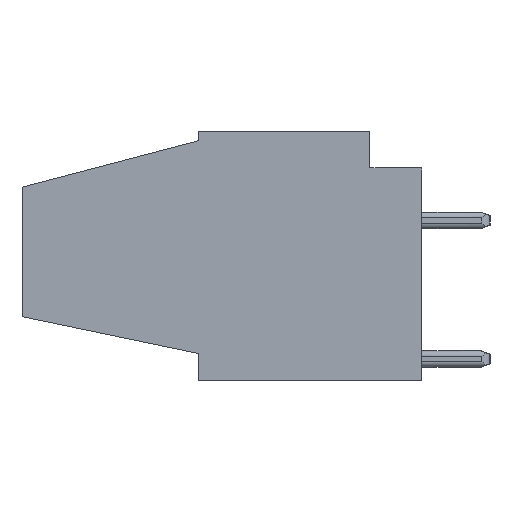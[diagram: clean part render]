
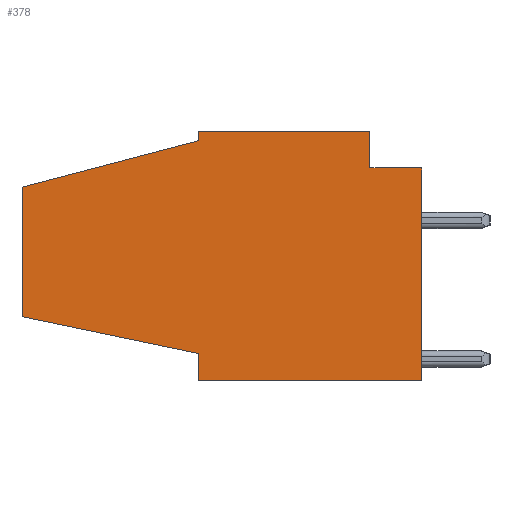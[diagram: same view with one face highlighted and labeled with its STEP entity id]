
A CAD part, left-side view. The second image highlights one B-rep face of the part: STEP entity #378.
In plain terms, the highlighted planar face has unit normal (-1, 0, 0).
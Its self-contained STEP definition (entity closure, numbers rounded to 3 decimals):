
#378 = ADVANCED_FACE( '', ( #906 ), #907, .F. );
#906 = FACE_OUTER_BOUND( '', #1620, .T. );
#907 = PLANE( '', #1621 );
#1620 = EDGE_LOOP( '', ( #2374, #2375, #2376, #2377, #2378, #2379, #2380, #2381, #2382, #2383 ) );
#1621 = AXIS2_PLACEMENT_3D( '', #2384, #2385, #2386 );
#2374 = ORIENTED_EDGE( '', *, *, #4618, .F. );
#2375 = ORIENTED_EDGE( '', *, *, #4619, .F. );
#2376 = ORIENTED_EDGE( '', *, *, #4620, .T. );
#2377 = ORIENTED_EDGE( '', *, *, #4621, .T. );
#2378 = ORIENTED_EDGE( '', *, *, #4622, .T. );
#2379 = ORIENTED_EDGE( '', *, *, #4623, .T. );
#2380 = ORIENTED_EDGE( '', *, *, #4624, .F. );
#2381 = ORIENTED_EDGE( '', *, *, #4625, .T. );
#2382 = ORIENTED_EDGE( '', *, *, #4626, .F. );
#2383 = ORIENTED_EDGE( '', *, *, #4627, .F. );
#2384 = CARTESIAN_POINT( '', ( 0., 51.003, -17.43 ) );
#2385 = DIRECTION( '', ( 1., 0., 0. ) );
#2386 = DIRECTION( '', ( 0., -1., 0. ) );
#4618 = EDGE_CURVE( '', #5562, #5563, #5564, .T. );
#4619 = EDGE_CURVE( '', #5565, #5562, #5566, .T. );
#4620 = EDGE_CURVE( '', #5565, #5567, #5568, .T. );
#4621 = EDGE_CURVE( '', #5567, #5569, #5570, .T. );
#4622 = EDGE_CURVE( '', #5569, #5571, #5572, .T. );
#4623 = EDGE_CURVE( '', #5571, #5573, #5574, .T. );
#4624 = EDGE_CURVE( '', #5575, #5573, #5576, .T. );
#4625 = EDGE_CURVE( '', #5575, #5577, #5578, .T. );
#4626 = EDGE_CURVE( '', #5579, #5577, #5580, .T. );
#4627 = EDGE_CURVE( '', #5563, #5579, #5581, .T. );
#5562 = VERTEX_POINT( '', #6959 );
#5563 = VERTEX_POINT( '', #6960 );
#5564 = LINE( '', #6961, #6962 );
#5565 = VERTEX_POINT( '', #6963 );
#5566 = LINE( '', #6964, #6965 );
#5567 = VERTEX_POINT( '', #6966 );
#5568 = LINE( '', #6967, #6968 );
#5569 = VERTEX_POINT( '', #6969 );
#5570 = LINE( '', #6970, #6971 );
#5571 = VERTEX_POINT( '', #6972 );
#5572 = LINE( '', #6973, #6974 );
#5573 = VERTEX_POINT( '', #6975 );
#5574 = LINE( '', #6976, #6977 );
#5575 = VERTEX_POINT( '', #6978 );
#5576 = LINE( '', #6979, #6980 );
#5577 = VERTEX_POINT( '', #6981 );
#5578 = LINE( '', #6982, #6983 );
#5579 = VERTEX_POINT( '', #6984 );
#5580 = LINE( '', #6985, #6986 );
#5581 = LINE( '', #6987, #6988 );
#6959 = CARTESIAN_POINT( '', ( 0., 3.8, 2.7 ) );
#6960 = CARTESIAN_POINT( '', ( 0., 3.8, 0. ) );
#6961 = CARTESIAN_POINT( '', ( 0., 3.8, -9.056 ) );
#6962 = VECTOR( '', #9032, 1000. );
#6963 = CARTESIAN_POINT( '', ( 0., 16.4, 2.7 ) );
#6964 = CARTESIAN_POINT( '', ( 0., 7.836, 2.7 ) );
#6965 = VECTOR( '', #9033, 1000. );
#6966 = CARTESIAN_POINT( '', ( 0., 16.4, 2. ) );
#6967 = CARTESIAN_POINT( '', ( 0., 16.4, -9.056 ) );
#6968 = VECTOR( '', #9034, 1000. );
#6969 = CARTESIAN_POINT( '', ( 0., 29.3, -1.4 ) );
#6970 = CARTESIAN_POINT( '', ( 0., 7.836, 4.257 ) );
#6971 = VECTOR( '', #9035, 1000. );
#6972 = CARTESIAN_POINT( '', ( 0., 29.3, -10.9 ) );
#6973 = CARTESIAN_POINT( '', ( 0., 29.3, -9.056 ) );
#6974 = VECTOR( '', #9036, 1000. );
#6975 = CARTESIAN_POINT( '', ( 0., 16.4, -13.6 ) );
#6976 = CARTESIAN_POINT( '', ( 0., 7.836, -15.393 ) );
#6977 = VECTOR( '', #9037, 1000. );
#6978 = CARTESIAN_POINT( '', ( 0., 16.4, -15.6 ) );
#6979 = CARTESIAN_POINT( '', ( 0., 16.4, -9.056 ) );
#6980 = VECTOR( '', #9038, 1000. );
#6981 = CARTESIAN_POINT( '', ( 0., 0., -15.6 ) );
#6982 = CARTESIAN_POINT( '', ( 0., 7.836, -15.6 ) );
#6983 = VECTOR( '', #9039, 1000. );
#6984 = CARTESIAN_POINT( '', ( 0., 0., 0. ) );
#6985 = CARTESIAN_POINT( '', ( 0., 0., -9.056 ) );
#6986 = VECTOR( '', #9040, 1000. );
#6987 = CARTESIAN_POINT( '', ( 0., 7.836, 0. ) );
#6988 = VECTOR( '', #9041, 1000. );
#9032 = DIRECTION( '', ( 0., 0., -1. ) );
#9033 = DIRECTION( '', ( 0., -1., 0. ) );
#9034 = DIRECTION( '', ( 0., 0., -1. ) );
#9035 = DIRECTION( '', ( 0., 0.967, -0.255 ) );
#9036 = DIRECTION( '', ( 0., 0., -1. ) );
#9037 = DIRECTION( '', ( 0., -0.979, -0.205 ) );
#9038 = DIRECTION( '', ( 0., 0., 1. ) );
#9039 = DIRECTION( '', ( 0., -1., 0. ) );
#9040 = DIRECTION( '', ( 0., 0., -1. ) );
#9041 = DIRECTION( '', ( 0., -1., 0. ) );
